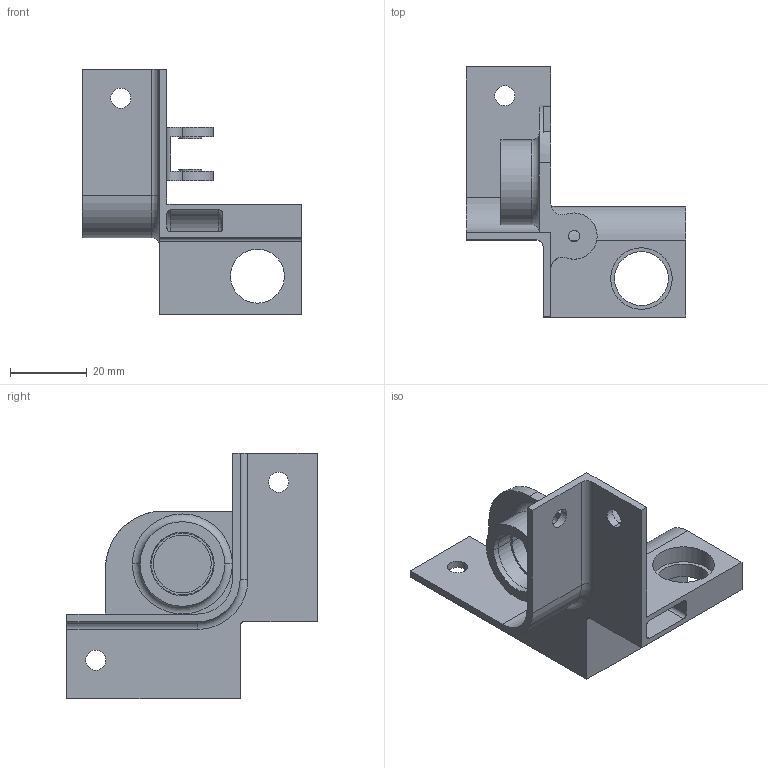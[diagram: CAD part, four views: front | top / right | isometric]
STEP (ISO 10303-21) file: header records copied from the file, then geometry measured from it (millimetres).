
FILE_DESCRIPTION (( 'STEP AP214' ), '1' );
FILE_NAME ('fixation tendeur extrémité.STEP', '2021-03-10T09:20:26', ( '' ), ( '' ), 'SwSTEP 2.0', 'SolidWorks 2016', '' );
FILE_SCHEMA (( 'AUTOMOTIVE_DESIGN' ));
Length unit declared in the file: millimetre
Products named in the file (1): fixation tendeur extrémité
Bounding box: 57 x 65 x 63.75 mm (x, y, z)
Volume: 18871.8 mm3; surface area: 16964.6 mm2
Topology: 1 solids, 1 shells, 106 faces, 269 edges, 171 vertices
Faces by surface type: cylinder 55, plane 42, torus 7, cone 2
Entity records: 3289 total; most frequent: DIRECTION 609, CARTESIAN_POINT 547, ORIENTED_EDGE 538, EDGE_CURVE 269, AXIS2_PLACEMENT_3D 233, VERTEX_POINT 171, VECTOR 143, LINE 143
